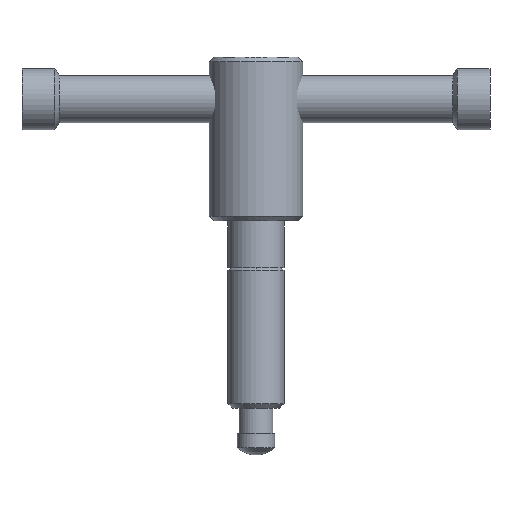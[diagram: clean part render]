
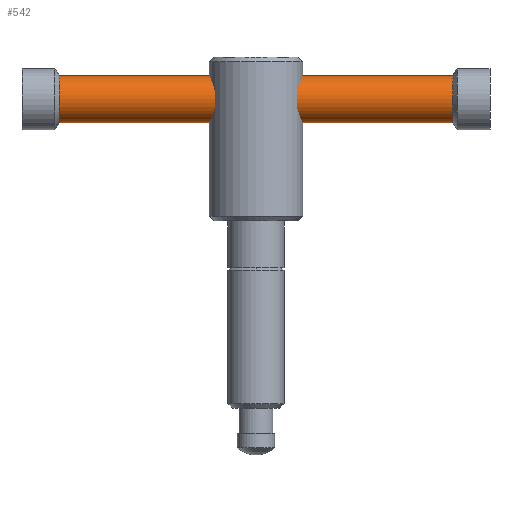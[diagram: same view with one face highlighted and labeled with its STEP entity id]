
A CAD part, front view. The second image highlights one B-rep face of the part: STEP entity #542.
In plain terms, the highlighted cylindrical face has radius 5 mm (diameter 10 mm), a partial arc.
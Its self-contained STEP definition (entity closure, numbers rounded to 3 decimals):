
#258=VERTEX_POINT('',#633);
#274=VERTEX_POINT('',#651);
#334=VERTEX_POINT('',#717);
#358=VERTEX_POINT('',#747);
#394=EDGE_CURVE('',#334,#274,#785,.T.);
#432=EDGE_CURVE('',#358,#258,#826,.T.);
#512=EDGE_CURVE('',#258,#274,#917,.T.);
#516=EDGE_CURVE('',#334,#358,#921,.T.);
#542=ADVANCED_FACE('',(#951),#952,.T.);
#633=CARTESIAN_POINT('',(42.,0.,81.));
#651=CARTESIAN_POINT('',(-42.,0.,81.));
#717=CARTESIAN_POINT('',(-42.,0.,71.));
#747=CARTESIAN_POINT('',(42.,0.,71.));
#785=CIRCLE('',#1241,5.0);
#826=CIRCLE('',#1297,5.0);
#917=LINE('',#1418,#1419);
#921=LINE('',#1426,#1427);
#951=FACE_OUTER_BOUND('',#1463,.T.);
#952=CYLINDRICAL_SURFACE('',#1464,5.0);
#1241=AXIS2_PLACEMENT_3D('',#1746,#1747,#1748);
#1297=AXIS2_PLACEMENT_3D('',#1796,#1797,#1798);
#1418=CARTESIAN_POINT('',(-21.,0.,81.));
#1419=VECTOR('',#1921,1.0);
#1426=CARTESIAN_POINT('',(-21.,0.,71.));
#1427=VECTOR('',#1923,1.0);
#1463=EDGE_LOOP('',(#1962,#1963,#1964,#1965));
#1464=AXIS2_PLACEMENT_3D('',#1966,#1967,#1968);
#1746=CARTESIAN_POINT('',(-42.,0.,76.));
#1747=DIRECTION('',(-1.0,0.0,0.0));
#1748=DIRECTION('',(0.0,0.,1.0));
#1796=CARTESIAN_POINT('',(42.,0.,76.));
#1797=DIRECTION('',(-1.0,0.0,0.0));
#1798=DIRECTION('',(0.0,0.,1.0));
#1921=DIRECTION('',(-1.0,0.0,0.0));
#1923=DIRECTION('',(1.0,-0.0,-0.0));
#1962=ORIENTED_EDGE('',*,*,#512,.T.);
#1963=ORIENTED_EDGE('',*,*,#394,.F.);
#1964=ORIENTED_EDGE('',*,*,#516,.T.);
#1965=ORIENTED_EDGE('',*,*,#432,.T.);
#1966=CARTESIAN_POINT('',(-21.,0.,76.));
#1967=DIRECTION('',(1.0,-0.0,-0.0));
#1968=DIRECTION('',(0.0,0.,1.0));
